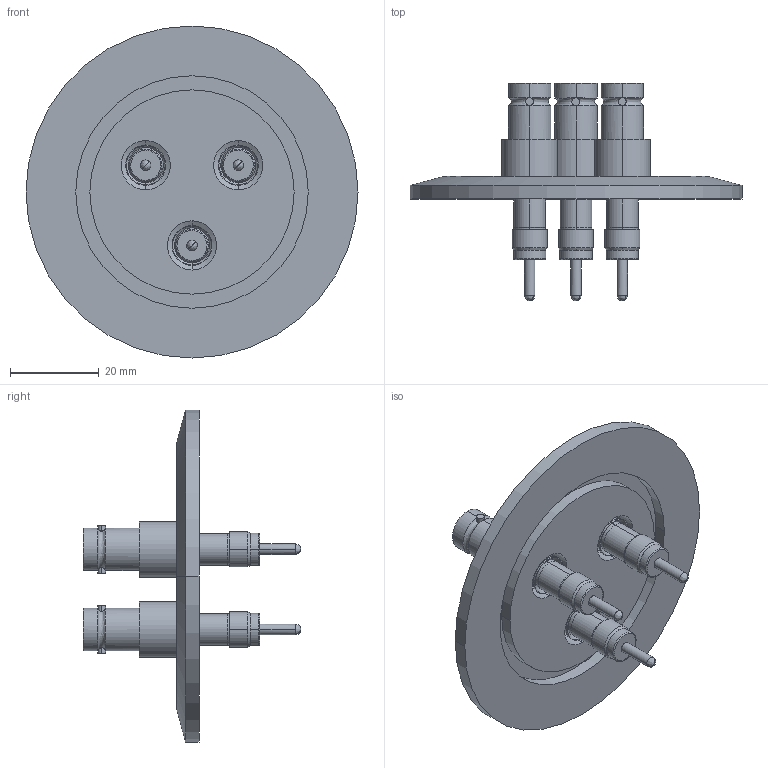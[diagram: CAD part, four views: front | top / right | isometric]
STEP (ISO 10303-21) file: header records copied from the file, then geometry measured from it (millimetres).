
FILE_DESCRIPTION (( 'STEP AP203' ), '1' );
FILE_NAME ('A0348-1-QF.STEP', '2013-08-28T13:46:27', ( '' ), ( '' ), 'SwSTEP 2.0', 'SolidWorks 2012', '' );
FILE_SCHEMA (( 'CONFIG_CONTROL_DESIGN' ));
Length unit declared in the file: inch
Products named in the file (1): A0348-1-QF
Bounding box: 74.93 x 49.15 x 74.93 mm (x, y, z)
Volume: 24173.9 mm3; surface area: 19643.9 mm2
Topology: 1 solids, 4 shells, 303 faces, 694 edges, 431 vertices
Faces by surface type: cylinder 156, cone 74, plane 49, bspline 24
Entity records: 9143 total; most frequent: CARTESIAN_POINT 2089, DIRECTION 1598, ORIENTED_EDGE 1376, EDGE_CURVE 688, AXIS2_PLACEMENT_3D 684, VERTEX_POINT 431, CIRCLE 404, EDGE_LOOP 347
